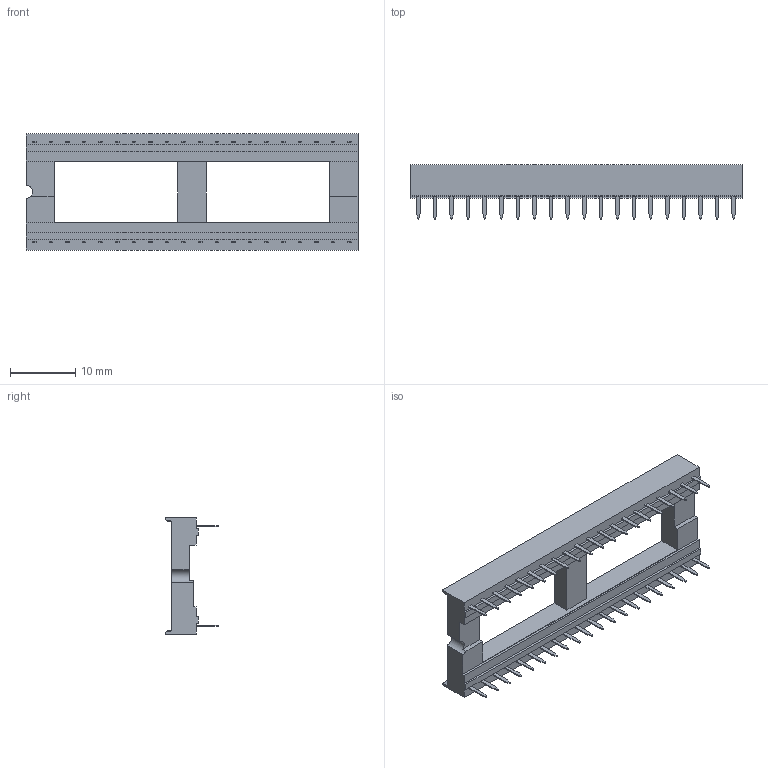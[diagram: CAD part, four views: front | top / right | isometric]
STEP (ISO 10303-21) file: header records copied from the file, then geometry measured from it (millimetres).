
FILE_DESCRIPTION(('STEP AP242'),'1');
FILE_NAME('socket_a_40-lc-tt.stp','2021-05-10T13:25:43',('TraceParts'),('TraceParts S.A.'),'Spatial InterOp 3D',' ',' ');
FILE_SCHEMA(('AP242_MANAGED_MODEL_BASED_3D_ENGINEERING_MIM_LF {1 0 10303 442 1 1 4}'));
Length unit declared in the file: millimetre
Products named in the file (1): socket_a_40-lc-tt
Bounding box: 50.8 x 8.25 x 17.78 mm (x, y, z)
Volume: 1979.6 mm3; surface area: 3024.7 mm2
Topology: 1 solids, 41 shells, 1274 faces, 3382 edges, 2228 vertices
Faces by surface type: plane 1113, cylinder 161
Entity records: 49025 total; most frequent: CARTESIAN_POINT 6885, ORIENTED_EDGE 6764, DIRECTION 6255, EDGE_CURVE 3382, LINE 3059, VECTOR 3059, VERTEX_POINT 2228, AXIS2_PLACEMENT_3D 1598
